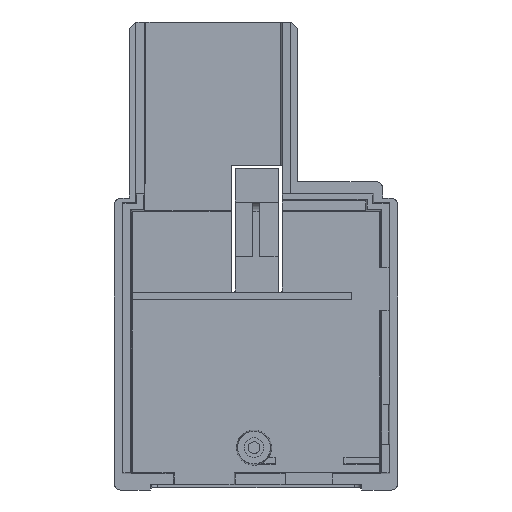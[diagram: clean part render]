
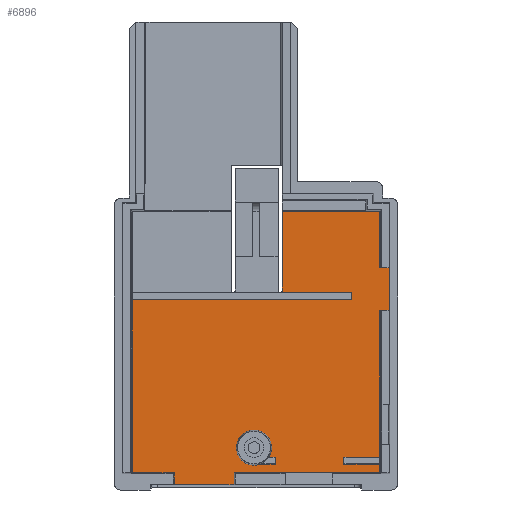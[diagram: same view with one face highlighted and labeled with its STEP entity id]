
A CAD part, top view. The second image highlights one B-rep face of the part: STEP entity #6896.
In plain terms, the highlighted planar face has unit normal (0, 0, 1).
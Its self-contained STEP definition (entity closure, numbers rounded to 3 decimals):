
#1862=DIRECTION('',(1.,0.,0.));
#1863=VECTOR('',#1862,9.168);
#1864=CARTESIAN_POINT('',(9.176,0.85,-9.5));
#1865=LINE('',#1864,#1863);
#1904=DIRECTION('',(0.,1.,0.));
#1905=VECTOR('',#1904,1.816);
#1906=CARTESIAN_POINT('',(9.176,0.85,-9.5));
#1907=LINE('',#1906,#1905);
#1916=DIRECTION('',(1.,0.,0.));
#1917=VECTOR('',#1916,6.405);
#1918=CARTESIAN_POINT('',(2.771,2.666,-9.5));
#1919=LINE('',#1918,#1917);
#2203=CARTESIAN_POINT('',(25.45,30.5,-9.5));
#2204=DIRECTION('',(0.,0.,-1.));
#2205=DIRECTION('',(1.,0.,0.));
#2206=AXIS2_PLACEMENT_3D('',#2203,#2204,#2205);
#2208=DIRECTION('',(-1.,0.,0.));
#2209=VECTOR('',#2208,10.96);
#2210=CARTESIAN_POINT('',(36.41,30.25,-9.5));
#2211=LINE('',#2210,#2209);
#2212=DIRECTION('',(0.,-1.,0.));
#2213=VECTOR('',#2212,12.234);
#2214=CARTESIAN_POINT('',(25.7,42.734,-9.5));
#2215=LINE('',#2214,#2213);
#2216=DIRECTION('',(1.,0.,0.));
#2217=VECTOR('',#2216,14.939);
#2218=CARTESIAN_POINT('',(25.7,42.734,-9.5));
#2219=LINE('',#2218,#2217);
#2220=DIRECTION('',(-1.,0.,0.));
#2221=VECTOR('',#2220,1.566);
#2222=CARTESIAN_POINT('',(42.205,34.05,-9.5));
#2223=LINE('',#2222,#2221);
#2224=DIRECTION('',(0.,1.,0.));
#2225=VECTOR('',#2224,6.55);
#2226=CARTESIAN_POINT('',(42.205,27.5,-9.5));
#2227=LINE('',#2226,#2225);
#2228=DIRECTION('',(1.,0.,0.));
#2229=VECTOR('',#2228,1.566);
#2230=CARTESIAN_POINT('',(40.639,27.5,-9.5));
#2231=LINE('',#2230,#2229);
#2232=DIRECTION('',(-1.,0.,0.));
#2233=VECTOR('',#2232,5.5);
#2234=CARTESIAN_POINT('',(40.639,5.,-9.5));
#2235=LINE('',#2234,#2233);
#2236=DIRECTION('',(0.,-1.,0.));
#2237=VECTOR('',#2236,1.);
#2238=CARTESIAN_POINT('',(35.139,5.,-9.5));
#2239=LINE('',#2238,#2237);
#2240=DIRECTION('',(-1.,0.,0.));
#2241=VECTOR('',#2240,5.5);
#2242=CARTESIAN_POINT('',(40.639,4.,-9.5));
#2243=LINE('',#2242,#2241);
#2244=DIRECTION('',(0.,-1.,0.));
#2245=VECTOR('',#2244,26.484);
#2246=CARTESIAN_POINT('',(2.771,29.15,-9.5));
#2247=LINE('',#2246,#2245);
#2248=DIRECTION('',(1.,0.,0.));
#2249=VECTOR('',#2248,33.639);
#2250=CARTESIAN_POINT('',(2.771,29.15,-9.5));
#2251=LINE('',#2250,#2249);
#2252=DIRECTION('',(0.,-1.,0.));
#2253=VECTOR('',#2252,1.1);
#2254=CARTESIAN_POINT('',(36.41,30.25,-9.5));
#2255=LINE('',#2254,#2253);
#2256=CARTESIAN_POINT('',(21.405,6.5,-9.5));
#2257=DIRECTION('',(0.,0.,1.));
#2258=DIRECTION('',(1.,0.,0.));
#2259=AXIS2_PLACEMENT_3D('',#2256,#2257,#2258);
#2261=CARTESIAN_POINT('',(21.405,6.5,-9.5));
#2262=DIRECTION('',(0.,0.,1.));
#2263=DIRECTION('',(-1.,0.,0.));
#2264=AXIS2_PLACEMENT_3D('',#2261,#2262,#2263);
#2266=DIRECTION('',(1.,0.,0.));
#2267=VECTOR('',#2266,2.214);
#2268=CARTESIAN_POINT('',(22.425,4.,-9.5));
#2269=LINE('',#2268,#2267);
#2270=DIRECTION('',(0.,-1.,0.));
#2271=VECTOR('',#2270,1.);
#2272=CARTESIAN_POINT('',(24.639,5.,-9.5));
#2273=LINE('',#2272,#2271);
#2274=DIRECTION('',(1.,0.,0.));
#2275=VECTOR('',#2274,0.989);
#2276=CARTESIAN_POINT('',(23.65,5.,-9.5));
#2277=LINE('',#2276,#2275);
#2278=CARTESIAN_POINT('',(21.405,6.5,-9.5));
#2279=DIRECTION('',(0.,0.,1.));
#2280=DIRECTION('',(0.831,-0.556,0.));
#2281=AXIS2_PLACEMENT_3D('',#2278,#2279,#2280);
#2351=DIRECTION('',(0.,-1.,0.));
#2352=VECTOR('',#2351,8.684);
#2353=CARTESIAN_POINT('',(40.639,42.734,-9.5));
#2354=LINE('',#2353,#2352);
#2507=DIRECTION('',(0.,-1.,0.));
#2508=VECTOR('',#2507,1.334);
#2509=CARTESIAN_POINT('',(40.639,4.,-9.5));
#2510=LINE('',#2509,#2508);
#2523=DIRECTION('',(0.,-1.,0.));
#2524=VECTOR('',#2523,22.5);
#2525=CARTESIAN_POINT('',(40.639,27.5,-9.5));
#2526=LINE('',#2525,#2524);
#2611=DIRECTION('',(1.,0.,0.));
#2612=VECTOR('',#2611,22.295);
#2613=CARTESIAN_POINT('',(18.344,2.666,-9.5));
#2614=LINE('',#2613,#2612);
#2627=DIRECTION('',(0.,-1.,0.));
#2628=VECTOR('',#2627,1.816);
#2629=CARTESIAN_POINT('',(18.344,2.666,-9.5));
#2630=LINE('',#2629,#2628);
#3183=CARTESIAN_POINT('',(2.771,29.15,-9.5));
#3184=CARTESIAN_POINT('',(36.41,29.15,-9.5));
#3185=VERTEX_POINT('',#3183);
#3186=VERTEX_POINT('',#3184);
#3191=CARTESIAN_POINT('',(2.771,2.666,-9.5));
#3192=VERTEX_POINT('',#3191);
#3201=CARTESIAN_POINT('',(36.41,30.25,-9.5));
#3202=VERTEX_POINT('',#3201);
#3211=CARTESIAN_POINT('',(40.639,5.,-9.5));
#3212=CARTESIAN_POINT('',(35.139,5.,-9.5));
#3213=VERTEX_POINT('',#3211);
#3214=VERTEX_POINT('',#3212);
#3215=CARTESIAN_POINT('',(40.639,4.,-9.5));
#3216=CARTESIAN_POINT('',(35.139,4.,-9.5));
#3217=VERTEX_POINT('',#3215);
#3218=VERTEX_POINT('',#3216);
#3223=CARTESIAN_POINT('',(40.639,2.666,-9.5));
#3224=VERTEX_POINT('',#3223);
#3259=CARTESIAN_POINT('',(40.639,42.734,-9.5));
#3260=VERTEX_POINT('',#3259);
#3321=CARTESIAN_POINT('',(42.205,27.5,-9.5));
#3322=CARTESIAN_POINT('',(42.205,34.05,-9.5));
#3323=VERTEX_POINT('',#3321);
#3324=VERTEX_POINT('',#3322);
#3326=CARTESIAN_POINT('',(40.639,27.5,-9.5));
#3328=VERTEX_POINT('',#3326);
#3330=CARTESIAN_POINT('',(40.639,34.05,-9.5));
#3332=VERTEX_POINT('',#3330);
#3418=CARTESIAN_POINT('',(9.176,2.666,-9.5));
#3420=VERTEX_POINT('',#3418);
#3422=CARTESIAN_POINT('',(18.344,2.666,-9.5));
#3424=VERTEX_POINT('',#3422);
#3425=CARTESIAN_POINT('',(9.176,0.85,-9.5));
#3427=VERTEX_POINT('',#3425);
#3429=CARTESIAN_POINT('',(18.344,0.85,-9.5));
#3431=VERTEX_POINT('',#3429);
#3498=CARTESIAN_POINT('',(25.7,42.734,-9.5));
#3500=VERTEX_POINT('',#3498);
#3856=CARTESIAN_POINT('',(25.7,30.5,-9.5));
#3857=CARTESIAN_POINT('',(25.45,30.25,-9.5));
#3858=VERTEX_POINT('',#3856);
#3859=VERTEX_POINT('',#3857);
#3894=CARTESIAN_POINT('',(24.105,6.5,-9.5));
#3895=CARTESIAN_POINT('',(18.705,6.5,-9.5));
#3896=VERTEX_POINT('',#3894);
#3897=VERTEX_POINT('',#3895);
#3898=CARTESIAN_POINT('',(22.425,4.,-9.5));
#3899=VERTEX_POINT('',#3898);
#3908=CARTESIAN_POINT('',(24.639,5.,-9.5));
#3909=CARTESIAN_POINT('',(24.639,4.,-9.5));
#3910=VERTEX_POINT('',#3908);
#3911=VERTEX_POINT('',#3909);
#3912=CARTESIAN_POINT('',(23.65,5.,-9.5));
#3913=VERTEX_POINT('',#3912);
#6840=CARTESIAN_POINT('',(21.705,23.6,-9.5));
#6841=DIRECTION('',(0.,0.,1.));
#6842=DIRECTION('',(1.,0.,0.));
#6843=AXIS2_PLACEMENT_3D('',#6840,#6841,#6842);
#6844=PLANE('',#6843);
#6845=ORIENTED_EDGE('',*,*,#6807,.T.);
#6846=ORIENTED_EDGE('',*,*,#6834,.F.);
#6847=ORIENTED_EDGE('',*,*,#4517,.F.);
#6849=ORIENTED_EDGE('',*,*,#6848,.T.);
#6851=ORIENTED_EDGE('',*,*,#6850,.T.);
#6853=ORIENTED_EDGE('',*,*,#6852,.F.);
#6855=ORIENTED_EDGE('',*,*,#6854,.F.);
#6857=ORIENTED_EDGE('',*,*,#6856,.F.);
#6859=ORIENTED_EDGE('',*,*,#6858,.T.);
#6861=ORIENTED_EDGE('',*,*,#6860,.T.);
#6863=ORIENTED_EDGE('',*,*,#6862,.T.);
#6865=ORIENTED_EDGE('',*,*,#6864,.F.);
#6867=ORIENTED_EDGE('',*,*,#6866,.T.);
#6869=ORIENTED_EDGE('',*,*,#6868,.F.);
#6871=ORIENTED_EDGE('',*,*,#6870,.T.);
#6872=ORIENTED_EDGE('',*,*,#6363,.F.);
#6873=ORIENTED_EDGE('',*,*,#6396,.T.);
#6874=ORIENTED_EDGE('',*,*,#6412,.F.);
#6875=ORIENTED_EDGE('',*,*,#6426,.F.);
#6877=ORIENTED_EDGE('',*,*,#6876,.T.);
#6879=ORIENTED_EDGE('',*,*,#6878,.F.);
#6880=EDGE_LOOP('',(#6845,#6846,#6847,#6849,#6851,#6853,#6855,#6857,#6859,#6861,
#6863,#6865,#6867,#6869,#6871,#6872,#6873,#6874,#6875,#6877,#6879));
#6881=FACE_OUTER_BOUND('',#6880,.F.);
#6883=ORIENTED_EDGE('',*,*,#6882,.T.);
#6885=ORIENTED_EDGE('',*,*,#6884,.T.);
#6887=ORIENTED_EDGE('',*,*,#6886,.T.);
#6889=ORIENTED_EDGE('',*,*,#6888,.F.);
#6891=ORIENTED_EDGE('',*,*,#6890,.F.);
#6893=ORIENTED_EDGE('',*,*,#6892,.T.);
#6894=EDGE_LOOP('',(#6883,#6885,#6887,#6889,#6891,#6893));
#6895=FACE_BOUND('',#6894,.F.);
#6896=ADVANCED_FACE('',(#6881,#6895),#6844,.T.);
#2207=CIRCLE('',#2206,0.25);
#2260=CIRCLE('',#2259,2.7);
#2265=CIRCLE('',#2264,2.7);
#2282=CIRCLE('',#2281,2.7);
#4517=EDGE_CURVE('',#3500,#3858,#2215,.T.);
#6363=EDGE_CURVE('',#3427,#3431,#1865,.T.);
#6396=EDGE_CURVE('',#3427,#3420,#1907,.T.);
#6412=EDGE_CURVE('',#3192,#3420,#1919,.T.);
#6426=EDGE_CURVE('',#3185,#3192,#2247,.T.);
#6807=EDGE_CURVE('',#3202,#3859,#2211,.T.);
#6834=EDGE_CURVE('',#3858,#3859,#2207,.T.);
#6848=EDGE_CURVE('',#3500,#3260,#2219,.T.);
#6850=EDGE_CURVE('',#3260,#3332,#2354,.T.);
#6852=EDGE_CURVE('',#3324,#3332,#2223,.T.);
#6854=EDGE_CURVE('',#3323,#3324,#2227,.T.);
#6856=EDGE_CURVE('',#3328,#3323,#2231,.T.);
#6858=EDGE_CURVE('',#3328,#3213,#2526,.T.);
#6860=EDGE_CURVE('',#3213,#3214,#2235,.T.);
#6862=EDGE_CURVE('',#3214,#3218,#2239,.T.);
#6864=EDGE_CURVE('',#3217,#3218,#2243,.T.);
#6866=EDGE_CURVE('',#3217,#3224,#2510,.T.);
#6868=EDGE_CURVE('',#3424,#3224,#2614,.T.);
#6870=EDGE_CURVE('',#3424,#3431,#2630,.T.);
#6876=EDGE_CURVE('',#3185,#3186,#2251,.T.);
#6878=EDGE_CURVE('',#3202,#3186,#2255,.T.);
#6882=EDGE_CURVE('',#3896,#3897,#2260,.T.);
#6884=EDGE_CURVE('',#3897,#3899,#2265,.T.);
#6886=EDGE_CURVE('',#3899,#3911,#2269,.T.);
#6888=EDGE_CURVE('',#3910,#3911,#2273,.T.);
#6890=EDGE_CURVE('',#3913,#3910,#2277,.T.);
#6892=EDGE_CURVE('',#3913,#3896,#2282,.T.);
